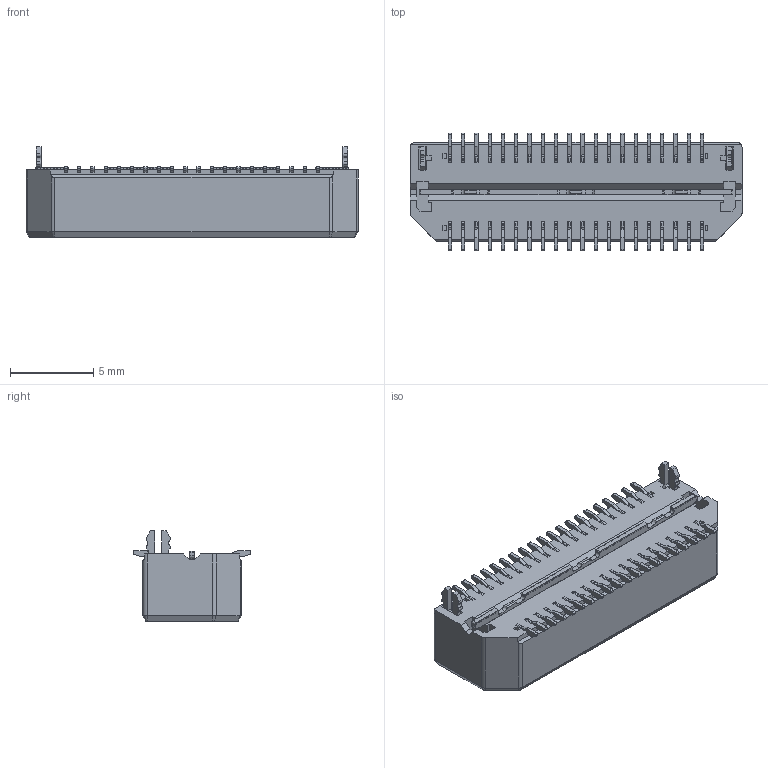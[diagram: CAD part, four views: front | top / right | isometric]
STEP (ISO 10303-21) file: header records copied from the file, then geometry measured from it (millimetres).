
FILE_DESCRIPTION( ('This file contains a STEP AP42 implementation' ,'as created by ZW3D STEP Interface translator.') ,'2;1' );
FILE_NAME( '37512-PMXXXXXWXX01.stp' ,'231221.164937', (''), ('ZWCAD Software Co.'), 'Version 1.0', 'ZW3D to STEP translator', '' );
FILE_SCHEMA(('AUTOMOTIVE_DESIGN { 1 0 10303 214 1 1 1 1 }'));
Length unit declared in the file: millimetre
Products named in the file (2): 0; 37512-PMXXXXXWXX01
Bounding box: 20 x 7.1 x 5.46 mm (x, y, z)
Volume: 293.1 mm3; surface area: 1002.4 mm2
Topology: 1 solids, 5 shells, 2919 faces, 8213 edges, 5332 vertices
Faces by surface type: plane 2327, cylinder 586, cone 6
Entity records: 96349 total; most frequent: CARTESIAN_POINT 17219, ORIENTED_EDGE 16590, DIRECTION 14927, EDGE_CURVE 8215, VECTOR 6895, LINE 6895, VERTEX_POINT 5332, AXIS2_PLACEMENT_3D 4016
